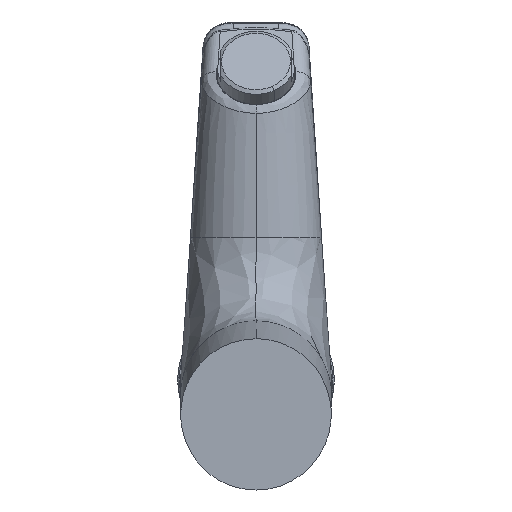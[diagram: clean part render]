
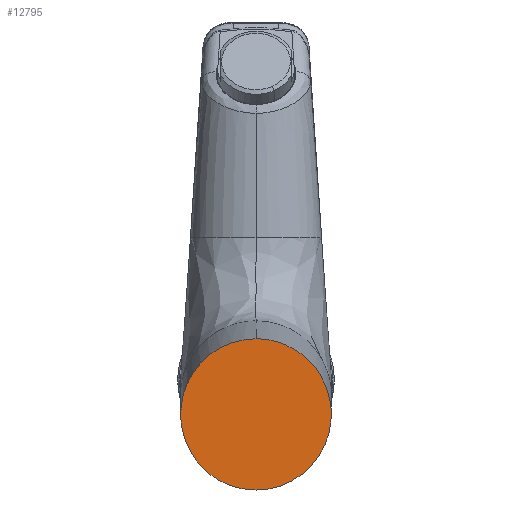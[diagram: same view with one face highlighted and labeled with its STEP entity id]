
A CAD part, front view. The second image highlights one B-rep face of the part: STEP entity #12795.
In plain terms, the highlighted planar face has unit normal (0, -1, 0).
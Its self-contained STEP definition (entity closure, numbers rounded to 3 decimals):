
#266 = EDGE_LOOP ( 'NONE', ( #8454, #13776 ) ) ;
#506 = CARTESIAN_POINT ( 'NONE',  ( -47.015, 0., 23.59 ) ) ;
#1083 = FACE_OUTER_BOUND ( 'NONE', #266, .T. ) ;
#2549 = DIRECTION ( 'NONE',  ( 0., 1., 0. ) ) ;
#2691 = CARTESIAN_POINT ( 'NONE',  ( 47.015, 0., -23.605 ) ) ;
#2733 = CARTESIAN_POINT ( 'NONE',  ( 0., 0., 23.59 ) ) ;
#2805 = CARTESIAN_POINT ( 'NONE',  ( 0., 0., -23.605 ) ) ;
#5030 = EDGE_CURVE ( 'NONE', #5608, #17004, #10258, .T. ) ;
#5608 = VERTEX_POINT ( 'NONE', #8049 ) ;
#6081 = CARTESIAN_POINT ( 'NONE',  ( -47.015, 0., -23.605 ) ) ;
#6211 = EDGE_CURVE ( 'NONE', #17004, #5608, #7984, .T. ) ;
#6912 = PLANE ( 'NONE',  #17309 ) ;
#7984 =( BOUNDED_CURVE ( )  B_SPLINE_CURVE ( 3, ( #10118, #506, #6081, #11520 ),
 .UNSPECIFIED., .F., .F. ) 
 B_SPLINE_CURVE_WITH_KNOTS ( ( 4, 4 ),
 ( 3.142, 6.283 ),
 .UNSPECIFIED. ) 
 CURVE ( )  GEOMETRIC_REPRESENTATION_ITEM ( )  RATIONAL_B_SPLINE_CURVE ( ( 1., 0.333, 0.333, 1. ) ) 
 REPRESENTATION_ITEM ( '' )  );
#8049 = CARTESIAN_POINT ( 'NONE',  ( 0., 0., -23.605 ) ) ;
#8454 = ORIENTED_EDGE ( 'NONE', *, *, #5030, .T. ) ;
#9730 = CARTESIAN_POINT ( 'NONE',  ( 0., 0., 12.5 ) ) ;
#10118 = CARTESIAN_POINT ( 'NONE',  ( 0., 0., 23.59 ) ) ;
#10258 =( BOUNDED_CURVE ( )  B_SPLINE_CURVE ( 3, ( #2805, #2691, #12493, #12429 ),
 .UNSPECIFIED., .F., .F. ) 
 B_SPLINE_CURVE_WITH_KNOTS ( ( 4, 4 ),
 ( 0., 3.142 ),
 .UNSPECIFIED. ) 
 CURVE ( )  GEOMETRIC_REPRESENTATION_ITEM ( )  RATIONAL_B_SPLINE_CURVE ( ( 1., 0.333, 0.333, 1. ) ) 
 REPRESENTATION_ITEM ( '' )  );
#11520 = CARTESIAN_POINT ( 'NONE',  ( 0., 0., -23.605 ) ) ;
#12406 = DIRECTION ( 'NONE',  ( 0., 0., 1. ) ) ;
#12429 = CARTESIAN_POINT ( 'NONE',  ( 0., 0., 23.59 ) ) ;
#12493 = CARTESIAN_POINT ( 'NONE',  ( 47.015, 0., 23.59 ) ) ;
#12795 = ADVANCED_FACE ( 'NONE', ( #1083 ), #6912, .F. ) ;
#13776 = ORIENTED_EDGE ( 'NONE', *, *, #6211, .T. ) ;
#17004 = VERTEX_POINT ( 'NONE', #2733 ) ;
#17309 = AXIS2_PLACEMENT_3D ( 'NONE', #9730, #2549, #12406 ) ;
